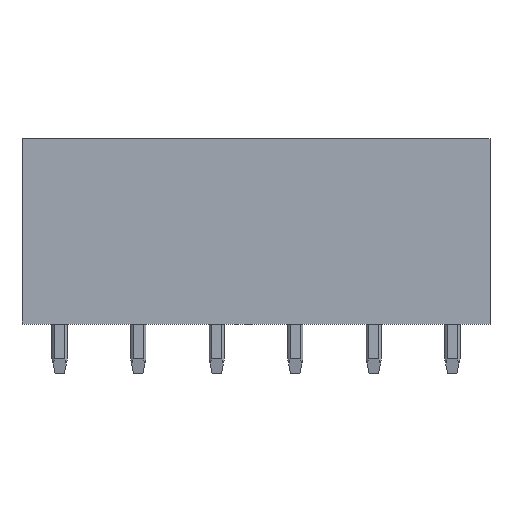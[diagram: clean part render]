
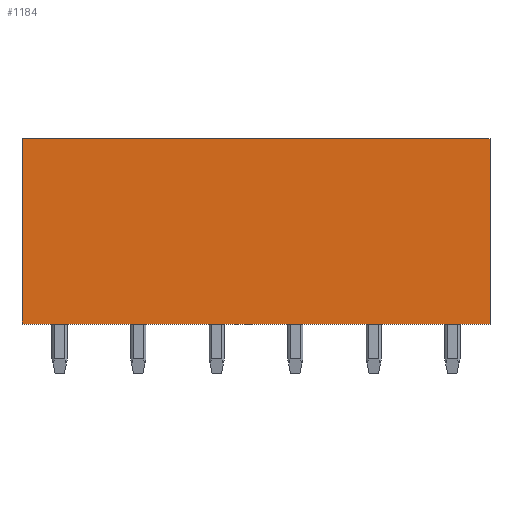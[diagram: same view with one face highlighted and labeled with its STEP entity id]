
A CAD part, front view. The second image highlights one B-rep face of the part: STEP entity #1184.
In plain terms, the highlighted planar face has unit normal (0, -1, 0).
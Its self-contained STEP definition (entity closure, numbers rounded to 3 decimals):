
#1049=CARTESIAN_POINT('',(-15.14,-3.8,0.0));
#1050=VERTEX_POINT('',#1049);
#1057=CARTESIAN_POINT('',(-15.14,-3.8,12.0));
#1058=VERTEX_POINT('',#1057);
#1059=CARTESIAN_POINT('',(-15.14,-3.8,12.0));
#1060=DIRECTION('',(0.0,0.0,-1.0));
#1061=VECTOR('',#1060,12.0);
#1062=LINE('',#1059,#1061);
#1063=EDGE_CURVE('',#1058,#1050,#1062,.T.);
#1154=CARTESIAN_POINT('',(15.24,-3.8,12.0));
#1155=DIRECTION('',(0.0,-1.0,0.0));
#1156=DIRECTION('',(0.0,0.0,1.0));
#1157=AXIS2_PLACEMENT_3D('',#1154,#1155,#1156);
#1158=PLANE('',#1157);
#1159=ORIENTED_EDGE('',*,*,#1063,.T.);
#1160=CARTESIAN_POINT('',(15.14,-3.8,0.0));
#1161=VERTEX_POINT('',#1160);
#1162=CARTESIAN_POINT('',(15.14,-3.8,0.0));
#1163=DIRECTION('',(-1.0,0.0,0.0));
#1164=VECTOR('',#1163,30.28);
#1165=LINE('',#1162,#1164);
#1166=EDGE_CURVE('',#1161,#1050,#1165,.T.);
#1167=ORIENTED_EDGE('',*,*,#1166,.F.);
#1168=CARTESIAN_POINT('',(15.14,-3.8,12.0));
#1169=VERTEX_POINT('',#1168);
#1170=CARTESIAN_POINT('',(15.14,-3.8,0.0));
#1171=DIRECTION('',(0.0,0.0,1.0));
#1172=VECTOR('',#1171,12.0);
#1173=LINE('',#1170,#1172);
#1174=EDGE_CURVE('',#1161,#1169,#1173,.T.);
#1175=ORIENTED_EDGE('',*,*,#1174,.T.);
#1176=CARTESIAN_POINT('',(15.14,-3.8,12.0));
#1177=DIRECTION('',(-1.0,0.0,0.0));
#1178=VECTOR('',#1177,30.28);
#1179=LINE('',#1176,#1178);
#1180=EDGE_CURVE('',#1169,#1058,#1179,.T.);
#1181=ORIENTED_EDGE('',*,*,#1180,.T.);
#1182=EDGE_LOOP('',(#1159,#1167,#1175,#1181));
#1183=FACE_OUTER_BOUND('',#1182,.T.);
#1184=ADVANCED_FACE('',(#1183),#1158,.T.);
